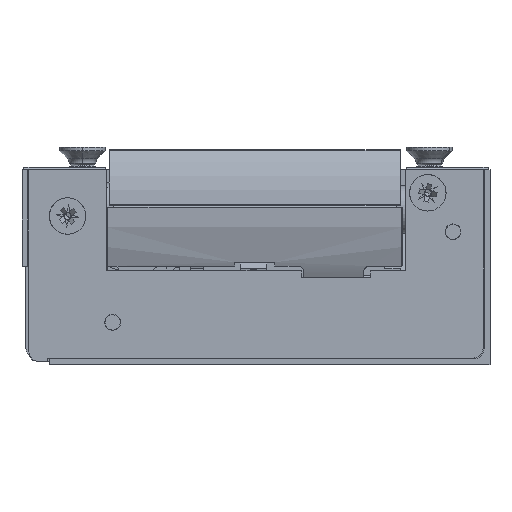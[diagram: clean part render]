
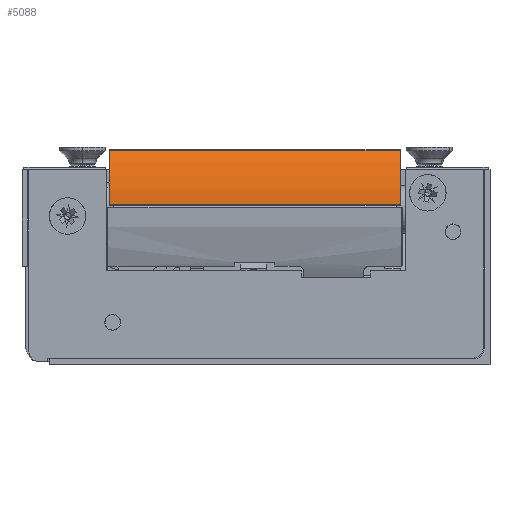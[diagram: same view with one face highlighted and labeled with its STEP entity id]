
A CAD part, left-side view. The second image highlights one B-rep face of the part: STEP entity #5088.
In plain terms, the highlighted cylindrical face has radius 13.7 mm (diameter 27.4 mm), a partial arc.
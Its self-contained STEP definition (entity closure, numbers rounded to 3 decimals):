
#674 = VERTEX_POINT ( 'NONE', #29753 ) ;
#1628 = DIRECTION ( 'NONE',  ( -1., 0., 0. ) ) ;
#1776 = ORIENTED_EDGE ( 'NONE', *, *, #18697, .T. ) ;
#5088 = ADVANCED_FACE ( 'NONE', ( #14438 ), #25347, .T. ) ;
#6876 = DIRECTION ( 'NONE',  ( 1., 0., 0. ) ) ;
#7461 = CARTESIAN_POINT ( 'NONE',  ( 22., 0.7, 0.3 ) ) ;
#10362 = DIRECTION ( 'NONE',  ( 0., 0., -1. ) ) ;
#12215 = VERTEX_POINT ( 'NONE', #34246 ) ;
#12349 = AXIS2_PLACEMENT_3D ( 'NONE', #43447, #14672, #32294 ) ;
#13908 = VERTEX_POINT ( 'NONE', #17244 ) ;
#13952 = EDGE_CURVE ( 'NONE', #674, #12215, #25655, .T. ) ;
#14438 = FACE_OUTER_BOUND ( 'NONE', #15908, .T. ) ;
#14560 = EDGE_CURVE ( 'NONE', #18175, #13908, #36999, .T. ) ;
#14672 = DIRECTION ( 'NONE',  ( 1., 0., 0. ) ) ;
#14890 = VECTOR ( 'NONE', #1628, 1000. ) ;
#15908 = EDGE_LOOP ( 'NONE', ( #44162, #34040, #31271, #1776 ) ) ;
#16702 = CARTESIAN_POINT ( 'NONE',  ( 22.35, 9.081, 11.138 ) ) ;
#17244 = CARTESIAN_POINT ( 'NONE',  ( -22., 0.792, 14. ) ) ;
#17463 = DIRECTION ( 'NONE',  ( -1., 0., 0. ) ) ;
#17827 = DIRECTION ( 'NONE',  ( 1., 0., 0. ) ) ;
#18175 = VERTEX_POINT ( 'NONE', #41572 ) ;
#18697 = EDGE_CURVE ( 'NONE', #13908, #674, #25482, .T. ) ;
#19727 = AXIS2_PLACEMENT_3D ( 'NONE', #7461, #17463, #28606 ) ;
#22909 = AXIS2_PLACEMENT_3D ( 'NONE', #38448, #6876, #10362 ) ;
#24111 = EDGE_CURVE ( 'NONE', #12215, #18175, #40864, .T. ) ;
#25347 = CYLINDRICAL_SURFACE ( 'NONE', #12349, 13.7 ) ;
#25482 = LINE ( 'NONE', #35916, #44728 ) ;
#25655 = CIRCLE ( 'NONE', #19727, 13.7 ) ;
#28606 = DIRECTION ( 'NONE',  ( 0., 0., -1. ) ) ;
#29753 = CARTESIAN_POINT ( 'NONE',  ( 22., 0.792, 14. ) ) ;
#31271 = ORIENTED_EDGE ( 'NONE', *, *, #14560, .T. ) ;
#32294 = DIRECTION ( 'NONE',  ( 0., 0., -1. ) ) ;
#34040 = ORIENTED_EDGE ( 'NONE', *, *, #24111, .T. ) ;
#34246 = CARTESIAN_POINT ( 'NONE',  ( 22., 9.081, 11.138 ) ) ;
#35916 = CARTESIAN_POINT ( 'NONE',  ( 22.35, 0.792, 14. ) ) ;
#36999 = CIRCLE ( 'NONE', #22909, 13.7 ) ;
#38448 = CARTESIAN_POINT ( 'NONE',  ( -22., 0.7, 0.3 ) ) ;
#40864 = LINE ( 'NONE', #16702, #14890 ) ;
#41572 = CARTESIAN_POINT ( 'NONE',  ( -22., 9.081, 11.138 ) ) ;
#43447 = CARTESIAN_POINT ( 'NONE',  ( 22.35, 0.7, 0.3 ) ) ;
#44162 = ORIENTED_EDGE ( 'NONE', *, *, #13952, .T. ) ;
#44728 = VECTOR ( 'NONE', #17827, 1000. ) ;
